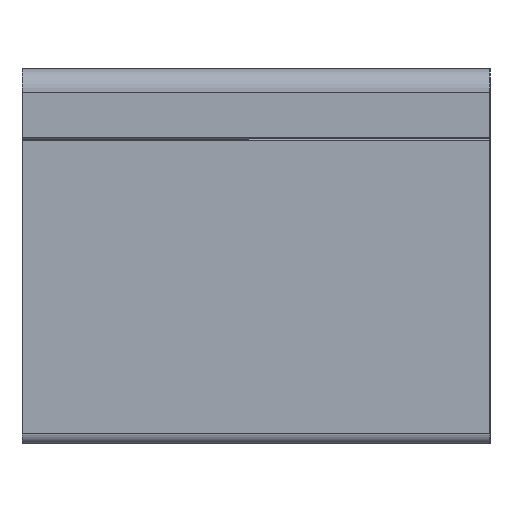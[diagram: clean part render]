
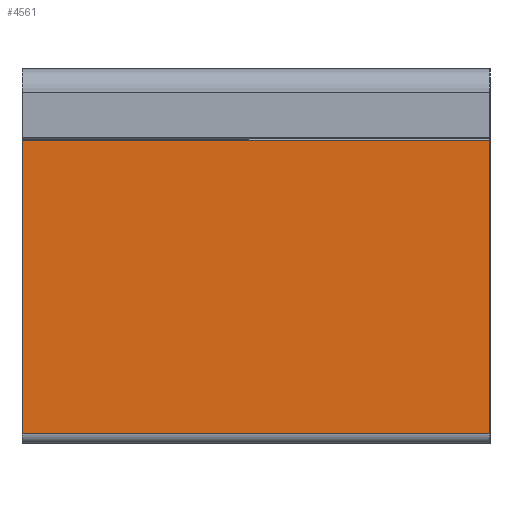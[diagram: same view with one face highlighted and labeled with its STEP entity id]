
A CAD part, left-side view. The second image highlights one B-rep face of the part: STEP entity #4561.
In plain terms, the highlighted planar face has unit normal (-1, 0, 0).
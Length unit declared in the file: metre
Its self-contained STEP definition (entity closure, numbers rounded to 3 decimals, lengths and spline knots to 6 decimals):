
#319=FACE_OUTER_BOUND('',#557,.T.);
#557=EDGE_LOOP('',(#3017,#3018,#3019,#3020));
#806=LINE('',#6664,#1318);
#808=LINE('',#6670,#1320);
#809=LINE('',#6672,#1321);
#810=LINE('',#6673,#1322);
#1318=VECTOR('',#5277,0.1);
#1320=VECTOR('',#5283,0.0627);
#1321=VECTOR('',#5284,0.1);
#1322=VECTOR('',#5285,0.0627);
#1832=VERTEX_POINT('',#6661);
#1833=VERTEX_POINT('',#6663);
#1835=VERTEX_POINT('',#6669);
#1836=VERTEX_POINT('',#6671);
#2305=EDGE_CURVE('',#1833,#1832,#806,.T.);
#2308=EDGE_CURVE('',#1832,#1835,#808,.T.);
#2309=EDGE_CURVE('',#1836,#1835,#809,.T.);
#2310=EDGE_CURVE('',#1833,#1836,#810,.T.);
#3017=ORIENTED_EDGE('',*,*,#2308,.T.);
#3018=ORIENTED_EDGE('',*,*,#2309,.F.);
#3019=ORIENTED_EDGE('',*,*,#2310,.F.);
#3020=ORIENTED_EDGE('',*,*,#2305,.T.);
#4419=PLANE('',#4826);
#4561=ADVANCED_FACE('',(#319),#4419,.F.);
#4826=AXIS2_PLACEMENT_3D('',#6668,#5281,#5282);
#5277=DIRECTION('',(0.,1.,0.));
#5281=DIRECTION('center_axis',(1.,0.,0.));
#5282=DIRECTION('ref_axis',(0.,0.,-1.));
#5283=DIRECTION('',(0.,0.,-1.));
#5284=DIRECTION('',(0.,1.,0.));
#5285=DIRECTION('',(0.,0.,-1.));
#6661=CARTESIAN_POINT('',(-0.091793,0.078198,0.036537));
#6663=CARTESIAN_POINT('',(-0.091793,-0.021802,0.036537));
#6664=CARTESIAN_POINT('',(-0.091793,-0.021802,0.036537));
#6668=CARTESIAN_POINT('Origin',(-0.091793,0.032376,
0.036537));
#6669=CARTESIAN_POINT('',(-0.091793,0.078198,-0.026163));
#6670=CARTESIAN_POINT('',(-0.091793,0.078198,0.036537));
#6671=CARTESIAN_POINT('',(-0.091793,-0.021802,-0.026163));
#6672=CARTESIAN_POINT('',(-0.091793,-0.021802,-0.026163));
#6673=CARTESIAN_POINT('',(-0.091793,-0.021802,0.036537));
